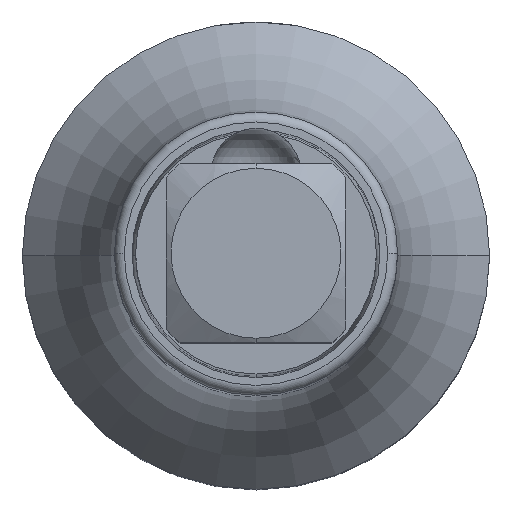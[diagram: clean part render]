
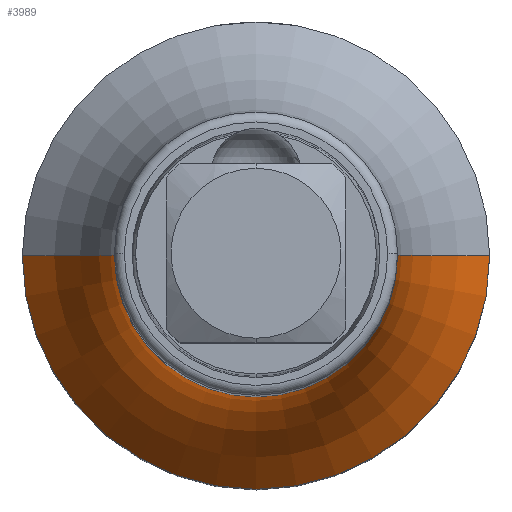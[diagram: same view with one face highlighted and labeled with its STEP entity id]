
A CAD part, top view. The second image highlights one B-rep face of the part: STEP entity #3989.
In plain terms, the highlighted toroidal (fillet/blend) face has major radius 30 mm and minor radius 20 mm.
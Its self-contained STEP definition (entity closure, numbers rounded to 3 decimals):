
#3555=CARTESIAN_POINT('',(0.,0.,27.7));
#3556=DIRECTION('',(0.,0.,1.));
#3557=DIRECTION('',(1.,0.,0.));
#3558=AXIS2_PLACEMENT_3D('',#3555,#3556,#3557);
#3563=CARTESIAN_POINT('',(30.,0.,
42.456));
#3564=DIRECTION('',(0.,1.,0.));
#3565=DIRECTION('',(-0.675,0.,-0.738));
#3566=AXIS2_PLACEMENT_3D('',#3563,#3564,#3565);
#3571=CARTESIAN_POINT('',(-30.,0.,
42.456));
#3572=DIRECTION('',(0.,-1.,0.));
#3573=DIRECTION('',(0.675,0.,-0.738));
#3574=AXIS2_PLACEMENT_3D('',#3571,#3572,#3573);
#3704=CARTESIAN_POINT('',(0.,0.,42.456));
#3705=DIRECTION('',(0.,0.,1.));
#3706=DIRECTION('',(1.,0.,0.));
#3707=AXIS2_PLACEMENT_3D('',#3704,#3705,#3706);
#3719=CARTESIAN_POINT('',(-16.5,0.,27.7));
#3720=CARTESIAN_POINT('',(16.5,0.,27.7));
#3721=VERTEX_POINT('',#3719);
#3722=VERTEX_POINT('',#3720);
#3723=CARTESIAN_POINT('',(-10.,0.,42.456));
#3724=CARTESIAN_POINT('',(10.,0.,42.456));
#3725=VERTEX_POINT('',#3723);
#3726=VERTEX_POINT('',#3724);
#3975=CARTESIAN_POINT('',(0.,0.,42.456));
#3976=DIRECTION('',(0.,0.,1.));
#3977=DIRECTION('',(1.,0.,0.));
#3978=AXIS2_PLACEMENT_3D('',#3975,#3976,#3977);
#3979=TOROIDAL_SURFACE('',#3978,30.,20.);
#3980=ORIENTED_EDGE('',*,*,#3969,.F.);
#3982=ORIENTED_EDGE('',*,*,#3981,.T.);
#3984=ORIENTED_EDGE('',*,*,#3983,.T.);
#3986=ORIENTED_EDGE('',*,*,#3985,.F.);
#3987=EDGE_LOOP('',(#3980,#3982,#3984,#3986));
#3988=FACE_OUTER_BOUND('',#3987,.F.);
#3989=ADVANCED_FACE('',(#3988),#3979,.F.);
#3559=CIRCLE('',#3558,16.5);
#3567=CIRCLE('',#3566,20.);
#3575=CIRCLE('',#3574,20.);
#3708=CIRCLE('',#3707,10.);
#3969=EDGE_CURVE('',#3722,#3721,#3559,.T.);
#3981=EDGE_CURVE('',#3722,#3726,#3567,.T.);
#3983=EDGE_CURVE('',#3726,#3725,#3708,.T.);
#3985=EDGE_CURVE('',#3721,#3725,#3575,.T.);
